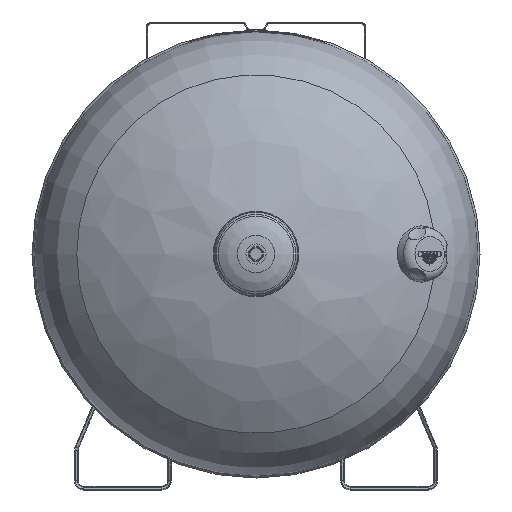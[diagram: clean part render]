
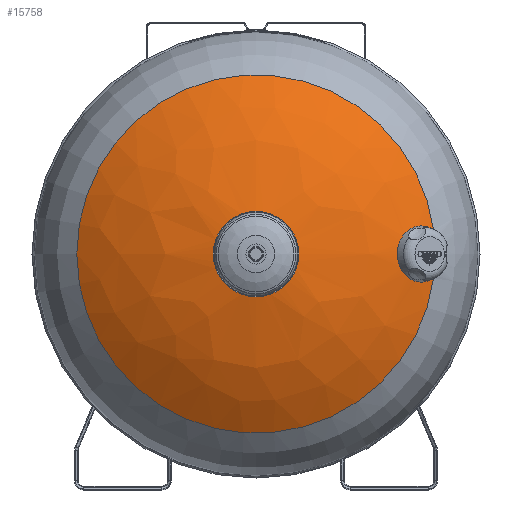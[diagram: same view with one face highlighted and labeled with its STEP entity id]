
A CAD part, left-side view. The second image highlights one B-rep face of the part: STEP entity #15758.
In plain terms, the highlighted free-form (B-spline) face has degree [2, 2] with [3, 9] control points.
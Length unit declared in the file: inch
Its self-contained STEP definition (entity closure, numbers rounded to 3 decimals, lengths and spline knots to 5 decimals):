
#71=(
BOUNDED_SURFACE()
B_SPLINE_SURFACE(2,2,((#29423,#29424,#29425,#29426,#29427,#29428,#29429,
#29430,#29431),(#29432,#29433,#29434,#29435,#29436,#29437,#29438,#29439,
#29440),(#29441,#29442,#29443,#29444,#29445,#29446,#29447,#29448,#29449)),
 .UNSPECIFIED.,.F.,.T.,.F.)
B_SPLINE_SURFACE_WITH_KNOTS((3,3),(3,2,2,2,3),(-1.44782,-0.98494),
(-3.14159,-1.5708,0.,1.5708,3.14159),
 .UNSPECIFIED.)
GEOMETRIC_REPRESENTATION_ITEM()
RATIONAL_B_SPLINE_SURFACE(((1.,0.707,1.,0.707,1.,
0.707,1.,0.707,1.),(0.973,0.688,
0.973,0.688,0.973,0.688,
0.973,0.688,0.973),(1.,0.707,
1.,0.707,1.,0.707,1.,0.707,1.)))
REPRESENTATION_ITEM('')
SURFACE()
);
#189=(
BOUNDED_CURVE()
B_SPLINE_CURVE(2,(#29477,#29478,#29479),.UNSPECIFIED.,.F.,.F.)
B_SPLINE_CURVE_WITH_KNOTS((3,3),(0.98494,1.44782),
 .UNSPECIFIED.)
CURVE()
GEOMETRIC_REPRESENTATION_ITEM()
RATIONAL_B_SPLINE_CURVE((1.,0.973,1.))
REPRESENTATION_ITEM('')
);
#3193=B_SPLINE_CURVE_WITH_KNOTS('',3,(#29450,#29451,#29452,#29453,#29454,
#29455,#29456,#29457,#29458,#29459,#29460,#29461,#29462,#29463,#29464,#29465,
#29466,#29467,#29468,#29469,#29470,#29471,#29472,#29473,#29474,#29475),
 .UNSPECIFIED.,.F.,.F.,(4,2,2,2,2,2,2,2,2,2,2,2,4),(0.,13.32753,
26.90892,39.24914,51.31144,63.43357,76.12412,
88.59773,100.54881,113.04491,126.91483,136.75863,
146.5189),.UNSPECIFIED.);
#4160=FACE_OUTER_BOUND('',#5254,.T.);
#5254=EDGE_LOOP('',(#12371,#12372,#12373,#12374,#12375,#12376,#12377));
#6138=CIRCLE('',#17119,8.74344);
#6139=CIRCLE('',#17120,8.74344);
#6140=CIRCLE('',#17121,2.08236);
#6141=CIRCLE('',#17122,2.08236);
#7238=VERTEX_POINT('',#29396);
#7239=VERTEX_POINT('',#29397);
#7240=VERTEX_POINT('',#29420);
#7241=VERTEX_POINT('',#29476);
#7242=VERTEX_POINT('',#29480);
#9066=EDGE_CURVE('',#7238,#7240,#6138,.T.);
#9067=EDGE_CURVE('',#7240,#7239,#6139,.T.);
#9068=EDGE_CURVE('',#7239,#7238,#3193,.T.);
#9069=EDGE_CURVE('',#7240,#7241,#189,.T.);
#9070=EDGE_CURVE('',#7241,#7242,#6140,.T.);
#9071=EDGE_CURVE('',#7242,#7241,#6141,.T.);
#12371=ORIENTED_EDGE('',*,*,#9068,.F.);
#12372=ORIENTED_EDGE('',*,*,#9067,.F.);
#12373=ORIENTED_EDGE('',*,*,#9069,.T.);
#12374=ORIENTED_EDGE('',*,*,#9070,.T.);
#12375=ORIENTED_EDGE('',*,*,#9071,.T.);
#12376=ORIENTED_EDGE('',*,*,#9069,.F.);
#12377=ORIENTED_EDGE('',*,*,#9066,.F.);
#15758=ADVANCED_FACE('',(#4160),#71,.F.);
#17119=AXIS2_PLACEMENT_3D('',#29421,#20416,#20417);
#17120=AXIS2_PLACEMENT_3D('',#29422,#20418,#20419);
#17121=AXIS2_PLACEMENT_3D('',#29481,#20420,#20421);
#17122=AXIS2_PLACEMENT_3D('',#29482,#20422,#20423);
#20416=DIRECTION('center_axis',(1.,0.,0.));
#20417=DIRECTION('ref_axis',(0.,-1.,0.));
#20418=DIRECTION('center_axis',(1.,0.,0.));
#20419=DIRECTION('ref_axis',(0.,-1.,0.));
#20420=DIRECTION('center_axis',(1.,0.,0.));
#20421=DIRECTION('ref_axis',(0.,-1.,0.));
#20422=DIRECTION('center_axis',(1.,0.,0.));
#20423=DIRECTION('ref_axis',(0.,-1.,0.));
#29396=CARTESIAN_POINT('',(-44.177,-8.66252,5.06687));
#29397=CARTESIAN_POINT('',(-44.177,-8.66252,7.44054));
#29420=CARTESIAN_POINT('',(-44.177,8.74344,6.2537));
#29421=CARTESIAN_POINT('Origin',(-44.177,0.,
6.2537));
#29422=CARTESIAN_POINT('Origin',(-44.177,0.,
6.2537));
#29423=CARTESIAN_POINT('Ctrl Pts',(-46.64185,2.08236,6.2537));
#29424=CARTESIAN_POINT('Ctrl Pts',(-46.64185,2.08236,8.33607));
#29425=CARTESIAN_POINT('Ctrl Pts',(-46.64185,0.,
8.33607));
#29426=CARTESIAN_POINT('Ctrl Pts',(-46.64185,-2.08236,8.33607));
#29427=CARTESIAN_POINT('Ctrl Pts',(-46.64185,-2.08236,6.2537));
#29428=CARTESIAN_POINT('Ctrl Pts',(-46.64185,-2.08236,4.17134));
#29429=CARTESIAN_POINT('Ctrl Pts',(-46.64185,0.,
4.17134));
#29430=CARTESIAN_POINT('Ctrl Pts',(-46.64185,2.08236,4.17134));
#29431=CARTESIAN_POINT('Ctrl Pts',(-46.64185,2.08236,6.2537));
#29432=CARTESIAN_POINT('Ctrl Pts',(-46.19431,5.70334,6.2537));
#29433=CARTESIAN_POINT('Ctrl Pts',(-46.19431,5.70334,11.95704));
#29434=CARTESIAN_POINT('Ctrl Pts',(-46.19431,0.,
11.95704));
#29435=CARTESIAN_POINT('Ctrl Pts',(-46.19431,-5.70334,
11.95704));
#29436=CARTESIAN_POINT('Ctrl Pts',(-46.19431,-5.70334,
6.2537));
#29437=CARTESIAN_POINT('Ctrl Pts',(-46.19431,-5.70334,
0.55036));
#29438=CARTESIAN_POINT('Ctrl Pts',(-46.19431,0.,
0.55036));
#29439=CARTESIAN_POINT('Ctrl Pts',(-46.19431,5.70334,0.55036));
#29440=CARTESIAN_POINT('Ctrl Pts',(-46.19431,5.70334,6.2537));
#29441=CARTESIAN_POINT('Ctrl Pts',(-44.177,8.74344,6.2537));
#29442=CARTESIAN_POINT('Ctrl Pts',(-44.177,8.74344,14.99715));
#29443=CARTESIAN_POINT('Ctrl Pts',(-44.177,0.,
14.99715));
#29444=CARTESIAN_POINT('Ctrl Pts',(-44.177,-8.74344,
14.99715));
#29445=CARTESIAN_POINT('Ctrl Pts',(-44.177,-8.74344,
6.2537));
#29446=CARTESIAN_POINT('Ctrl Pts',(-44.177,-8.74344,
-2.48974));
#29447=CARTESIAN_POINT('Ctrl Pts',(-44.177,0.,
-2.48974));
#29448=CARTESIAN_POINT('Ctrl Pts',(-44.177,8.74344,-2.48974));
#29449=CARTESIAN_POINT('Ctrl Pts',(-44.177,8.74344,6.2537));
#29450=CARTESIAN_POINT('Ctrl Pts',(-44.177,-8.66252,
7.44054));
#29451=CARTESIAN_POINT('Ctrl Pts',(-44.25452,-8.53258,
7.52827));
#29452=CARTESIAN_POINT('Ctrl Pts',(-44.33989,-8.3894,
7.58627));
#29453=CARTESIAN_POINT('Ctrl Pts',(-44.51875,-8.08918,7.63705));
#29454=CARTESIAN_POINT('Ctrl Pts',(-44.61067,-7.93477,7.62809));
#29455=CARTESIAN_POINT('Ctrl Pts',(-44.7794,-7.65104,
7.54592));
#29456=CARTESIAN_POINT('Ctrl Pts',(-44.8555,-7.52294,7.4793));
#29457=CARTESIAN_POINT('Ctrl Pts',(-44.9907,-7.2952,7.29927));
#29458=CARTESIAN_POINT('Ctrl Pts',(-45.04913,-7.19668,
7.18831));
#29459=CARTESIAN_POINT('Ctrl Pts',(-45.14429,-7.03613,
6.9316));
#29460=CARTESIAN_POINT('Ctrl Pts',(-45.18019,-6.9755,
6.78764));
#29461=CARTESIAN_POINT('Ctrl Pts',(-45.22629,-6.89764,6.47484));
#29462=CARTESIAN_POINT('Ctrl Pts',(-45.23482,-6.88321,
6.30776));
#29463=CARTESIAN_POINT('Ctrl Pts',(-45.22109,-6.90641,
5.97863));
#29464=CARTESIAN_POINT('Ctrl Pts',(-45.19947,-6.94295,
5.81918));
#29465=CARTESIAN_POINT('Ctrl Pts',(-45.13007,-7.06012,
5.52902));
#29466=CARTESIAN_POINT('Ctrl Pts',(-45.08394,-7.13797,
5.39951));
#29467=CARTESIAN_POINT('Ctrl Pts',(-44.96873,-7.33222,
5.17164));
#29468=CARTESIAN_POINT('Ctrl Pts',(-44.89963,-7.44865,
5.07679));
#29469=CARTESIAN_POINT('Ctrl Pts',(-44.73916,-7.71874,4.93179));
#29470=CARTESIAN_POINT('Ctrl Pts',(-44.64777,-7.87242,
4.88914));
#29471=CARTESIAN_POINT('Ctrl Pts',(-44.48868,-8.13966,
4.87796));
#29472=CARTESIAN_POINT('Ctrl Pts',(-44.42261,-8.25058,
4.89157));
#29473=CARTESIAN_POINT('Ctrl Pts',(-44.29485,-8.46493,
4.9542));
#29474=CARTESIAN_POINT('Ctrl Pts',(-44.23377,-8.56736,
5.00262));
#29475=CARTESIAN_POINT('Ctrl Pts',(-44.177,-8.66252,5.06687));
#29476=CARTESIAN_POINT('',(-46.64185,2.08236,6.2537));
#29477=CARTESIAN_POINT('Ctrl Pts',(-44.177,8.74344,6.2537));
#29478=CARTESIAN_POINT('Ctrl Pts',(-46.19431,5.70334,6.2537));
#29479=CARTESIAN_POINT('Ctrl Pts',(-46.64185,2.08236,6.2537));
#29480=CARTESIAN_POINT('',(-46.64185,-2.08236,6.2537));
#29481=CARTESIAN_POINT('Origin',(-46.64185,0.,
6.2537));
#29482=CARTESIAN_POINT('Origin',(-46.64185,0.,
6.2537));
